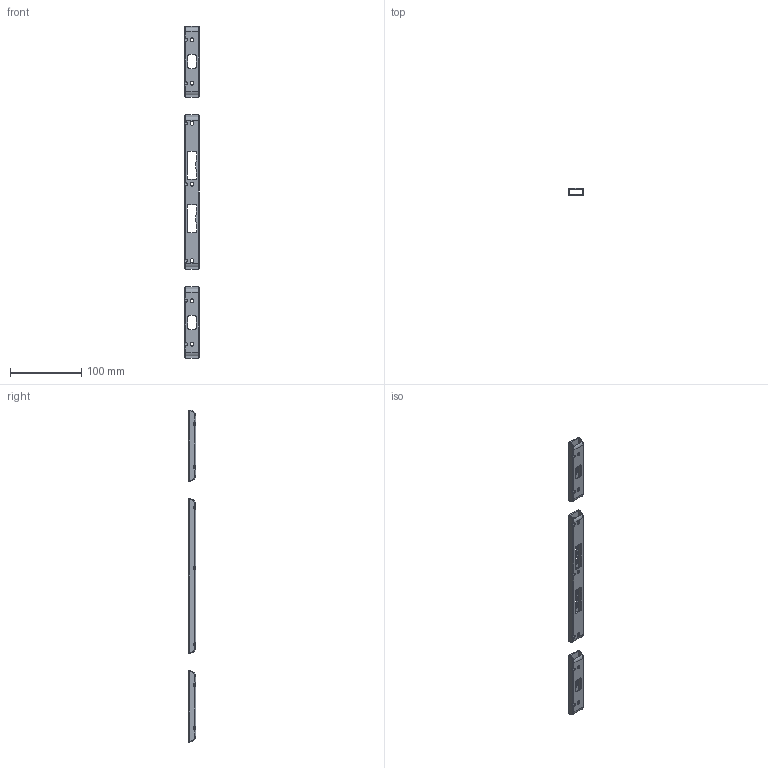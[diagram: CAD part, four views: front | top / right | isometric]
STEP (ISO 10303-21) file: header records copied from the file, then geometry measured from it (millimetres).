
FILE_DESCRIPTION (( 'STEP AP214' ), '1' );
FILE_NAME ('D001169290-000.STEP', '2022-11-11T13:39:11', ( '' ), ( '' ), 'SwSTEP 2.0', 'SolidWorks 2021', '' );
FILE_SCHEMA (( 'AUTOMOTIVE_DESIGN' ));
Length unit declared in the file: millimetre
Products named in the file (3): D001169255-001; D001169290-000; D001169259-001
Assembly tree (3 placements, depth 2):
  D001169290-000
    D001169259-001  x2
    D001169255-001
Bounding box: 20 x 10 x 467 mm (x, y, z)
Volume: 26917.7 mm3; surface area: 38009.3 mm2
Topology: 3 solids, 3 shells, 207 faces, 613 edges, 392 vertices
Faces by surface type: cylinder 115, plane 66, cone 14, torus 12
Entity records: 5271 total; most frequent: CARTESIAN_POINT 1116, ORIENTED_EDGE 886, DIRECTION 841, EDGE_CURVE 443, AXIS2_PLACEMENT_3D 301, VERTEX_POINT 284, LINE 239, VECTOR 239
